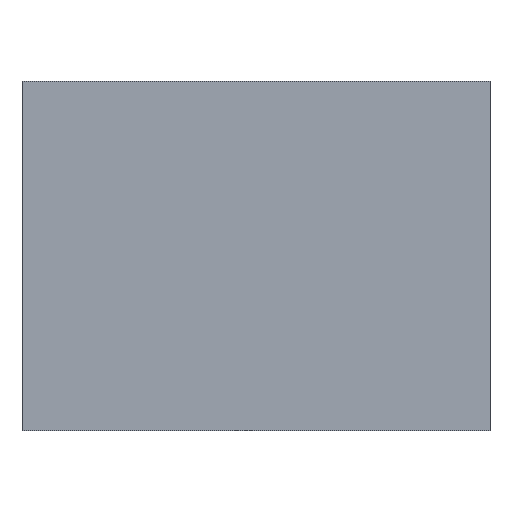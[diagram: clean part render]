
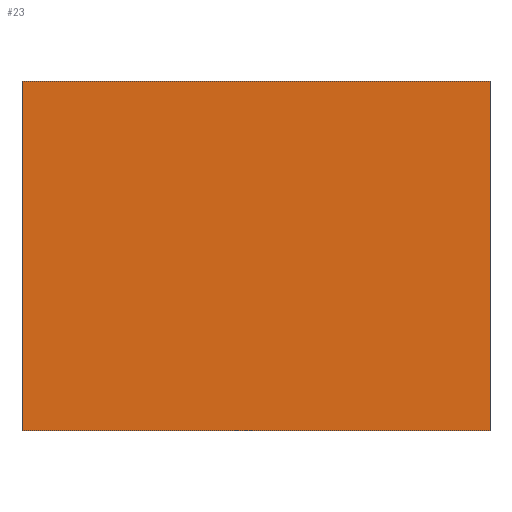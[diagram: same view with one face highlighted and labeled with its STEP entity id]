
A CAD part, front view. The second image highlights one B-rep face of the part: STEP entity #23.
In plain terms, the highlighted planar face has unit normal (0, -1, 0).
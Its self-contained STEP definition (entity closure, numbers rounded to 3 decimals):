
#23 = ADVANCED_FACE ( 'NONE', ( #877 ), #334, .F. ) ;
#114 = CARTESIAN_POINT ( 'NONE',  ( 0., -60., -398. ) ) ;
#121 = VERTEX_POINT ( 'NONE', #625 ) ;
#131 = EDGE_CURVE ( 'NONE', #931, #342, #863, .T. ) ;
#149 = DIRECTION ( 'NONE',  ( 0., 0., -1. ) ) ;
#180 = ORIENTED_EDGE ( 'NONE', *, *, #547, .F. ) ;
#183 = EDGE_CURVE ( 'NONE', #121, #931, #867, .T. ) ;
#184 = LINE ( 'NONE', #114, #599 ) ;
#243 = EDGE_CURVE ( 'NONE', #342, #326, #184, .T. ) ;
#254 = DIRECTION ( 'NONE',  ( 0., 0., 1. ) ) ;
#273 = VECTOR ( 'NONE', #650, 1000. ) ;
#326 = VERTEX_POINT ( 'NONE', #592 ) ;
#334 = PLANE ( 'NONE',  #479 ) ;
#342 = VERTEX_POINT ( 'NONE', #383 ) ;
#383 = CARTESIAN_POINT ( 'NONE',  ( 533., -60., -398. ) ) ;
#417 = DIRECTION ( 'NONE',  ( 0., 1., 0. ) ) ;
#429 = LINE ( 'NONE', #971, #740 ) ;
#447 = ORIENTED_EDGE ( 'NONE', *, *, #243, .F. ) ;
#479 = AXIS2_PLACEMENT_3D ( 'NONE', #630, #417, #715 ) ;
#547 = EDGE_CURVE ( 'NONE', #326, #121, #429, .T. ) ;
#549 = CARTESIAN_POINT ( 'NONE',  ( 0., -60., 0. ) ) ;
#574 = VECTOR ( 'NONE', #149, 1000. ) ;
#592 = CARTESIAN_POINT ( 'NONE',  ( 0., -60., -398. ) ) ;
#599 = VECTOR ( 'NONE', #818, 1000. ) ;
#612 = EDGE_LOOP ( 'NONE', ( #180, #447, #804, #846 ) ) ;
#625 = CARTESIAN_POINT ( 'NONE',  ( 0., -60., 0. ) ) ;
#630 = CARTESIAN_POINT ( 'NONE',  ( 0., -60., 0. ) ) ;
#636 = CARTESIAN_POINT ( 'NONE',  ( 533., -60., -398. ) ) ;
#638 = CARTESIAN_POINT ( 'NONE',  ( 533., -60., 0. ) ) ;
#650 = DIRECTION ( 'NONE',  ( 1., 0., 0. ) ) ;
#715 = DIRECTION ( 'NONE',  ( 0., 0., 1. ) ) ;
#740 = VECTOR ( 'NONE', #254, 1000. ) ;
#804 = ORIENTED_EDGE ( 'NONE', *, *, #131, .F. ) ;
#818 = DIRECTION ( 'NONE',  ( -1., 0., 0. ) ) ;
#846 = ORIENTED_EDGE ( 'NONE', *, *, #183, .F. ) ;
#863 = LINE ( 'NONE', #636, #574 ) ;
#867 = LINE ( 'NONE', #549, #273 ) ;
#877 = FACE_OUTER_BOUND ( 'NONE', #612, .T. ) ;
#931 = VERTEX_POINT ( 'NONE', #638 ) ;
#971 = CARTESIAN_POINT ( 'NONE',  ( 0., -60., -398. ) ) ;
